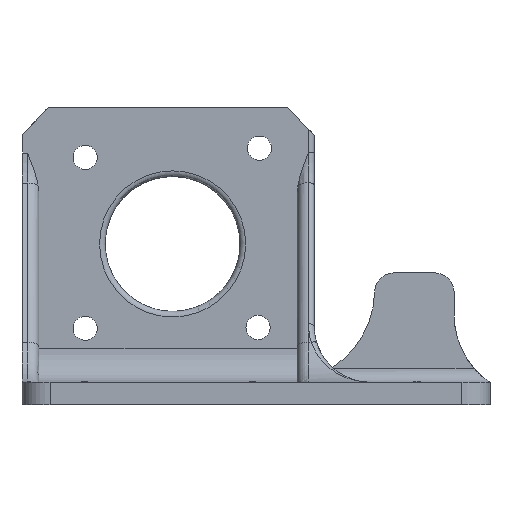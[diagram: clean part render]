
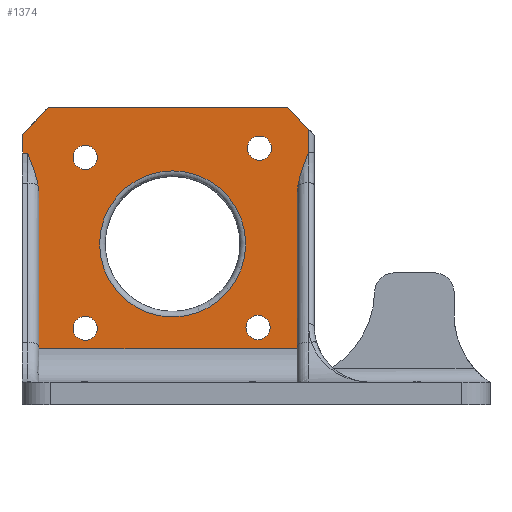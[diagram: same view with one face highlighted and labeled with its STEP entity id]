
A CAD part, left-side view. The second image highlights one B-rep face of the part: STEP entity #1374.
In plain terms, the highlighted planar face has unit normal (-1, 0, 0).
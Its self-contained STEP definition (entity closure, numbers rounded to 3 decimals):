
#31=FACE_BOUND('',#147,.T.);
#32=FACE_BOUND('',#148,.T.);
#33=FACE_BOUND('',#149,.T.);
#34=FACE_BOUND('',#150,.T.);
#35=FACE_BOUND('',#151,.T.);
#44=PLANE('',#1463);
#75=FACE_OUTER_BOUND('',#146,.T.);
#146=EDGE_LOOP('',(#921,#922,#923,#924,#925,#926,#927,#928,#929,#930,#931,
#932,#933));
#147=EDGE_LOOP('',(#934));
#148=EDGE_LOOP('',(#935));
#149=EDGE_LOOP('',(#936));
#150=EDGE_LOOP('',(#937));
#151=EDGE_LOOP('',(#938));
#230=ELLIPSE('',#1464,4.674,2.);
#231=ELLIPSE('',#1465,4.68,2.);
#236=B_SPLINE_CURVE_WITH_KNOTS('',3,(#2054,#2055,#2056,#2057),
 .UNSPECIFIED.,.F.,.F.,(4,4),(0.,0.585),.UNSPECIFIED.);
#237=B_SPLINE_CURVE_WITH_KNOTS('',3,(#2069,#2070,#2071,#2072),
 .UNSPECIFIED.,.F.,.F.,(4,4),(1.69,2.274),
 .UNSPECIFIED.);
#254=LINE('',#2048,#372);
#255=LINE('',#2052,#373);
#256=LINE('',#2061,#374);
#257=LINE('',#2063,#375);
#258=LINE('',#2065,#376);
#259=LINE('',#2074,#377);
#260=LINE('',#2076,#378);
#261=LINE('',#2078,#379);
#262=LINE('',#2079,#380);
#372=VECTOR('',#1620,10.);
#373=VECTOR('',#1625,10.);
#374=VECTOR('',#1628,10.);
#375=VECTOR('',#1629,10.);
#376=VECTOR('',#1630,10.);
#377=VECTOR('',#1633,10.);
#378=VECTOR('',#1634,10.);
#379=VECTOR('',#1635,10.);
#380=VECTOR('',#1636,10.);
#490=CIRCLE('',#1466,13.);
#491=CIRCLE('',#1467,2.15);
#492=CIRCLE('',#1468,2.15);
#493=CIRCLE('',#1469,2.15);
#494=CIRCLE('',#1470,2.15);
#565=VERTEX_POINT('',#2040);
#566=VERTEX_POINT('',#2047);
#567=VERTEX_POINT('',#2051);
#568=VERTEX_POINT('',#2053);
#569=VERTEX_POINT('',#2058);
#570=VERTEX_POINT('',#2060);
#571=VERTEX_POINT('',#2062);
#572=VERTEX_POINT('',#2064);
#573=VERTEX_POINT('',#2066);
#574=VERTEX_POINT('',#2068);
#575=VERTEX_POINT('',#2073);
#576=VERTEX_POINT('',#2075);
#577=VERTEX_POINT('',#2077);
#578=VERTEX_POINT('',#2080);
#579=VERTEX_POINT('',#2082);
#580=VERTEX_POINT('',#2084);
#581=VERTEX_POINT('',#2086);
#582=VERTEX_POINT('',#2088);
#706=EDGE_CURVE('',#565,#566,#254,.T.);
#708=EDGE_CURVE('',#567,#565,#255,.T.);
#709=EDGE_CURVE('',#568,#567,#236,.F.);
#710=EDGE_CURVE('',#569,#568,#230,.F.);
#711=EDGE_CURVE('',#569,#570,#256,.T.);
#712=EDGE_CURVE('',#571,#570,#257,.T.);
#713=EDGE_CURVE('',#571,#572,#258,.T.);
#714=EDGE_CURVE('',#573,#572,#231,.F.);
#715=EDGE_CURVE('',#574,#573,#237,.F.);
#716=EDGE_CURVE('',#575,#574,#259,.T.);
#717=EDGE_CURVE('',#575,#576,#260,.T.);
#718=EDGE_CURVE('',#577,#576,#261,.T.);
#719=EDGE_CURVE('',#566,#577,#262,.T.);
#720=EDGE_CURVE('',#578,#578,#490,.T.);
#721=EDGE_CURVE('',#579,#579,#491,.F.);
#722=EDGE_CURVE('',#580,#580,#492,.F.);
#723=EDGE_CURVE('',#581,#581,#493,.F.);
#724=EDGE_CURVE('',#582,#582,#494,.F.);
#921=ORIENTED_EDGE('',*,*,#706,.F.);
#922=ORIENTED_EDGE('',*,*,#708,.F.);
#923=ORIENTED_EDGE('',*,*,#709,.F.);
#924=ORIENTED_EDGE('',*,*,#710,.F.);
#925=ORIENTED_EDGE('',*,*,#711,.T.);
#926=ORIENTED_EDGE('',*,*,#712,.F.);
#927=ORIENTED_EDGE('',*,*,#713,.T.);
#928=ORIENTED_EDGE('',*,*,#714,.F.);
#929=ORIENTED_EDGE('',*,*,#715,.F.);
#930=ORIENTED_EDGE('',*,*,#716,.F.);
#931=ORIENTED_EDGE('',*,*,#717,.T.);
#932=ORIENTED_EDGE('',*,*,#718,.F.);
#933=ORIENTED_EDGE('',*,*,#719,.F.);
#934=ORIENTED_EDGE('',*,*,#720,.F.);
#935=ORIENTED_EDGE('',*,*,#721,.T.);
#936=ORIENTED_EDGE('',*,*,#722,.T.);
#937=ORIENTED_EDGE('',*,*,#723,.T.);
#938=ORIENTED_EDGE('',*,*,#724,.T.);
#1374=ADVANCED_FACE('',(#75,#31,#32,#33,#34,#35),#44,.T.);
#1463=AXIS2_PLACEMENT_3D('',#2050,#1623,#1624);
#1464=AXIS2_PLACEMENT_3D('',#2059,#1626,#1627);
#1465=AXIS2_PLACEMENT_3D('',#2067,#1631,#1632);
#1466=AXIS2_PLACEMENT_3D('',#2081,#1637,#1638);
#1467=AXIS2_PLACEMENT_3D('',#2083,#1639,#1640);
#1468=AXIS2_PLACEMENT_3D('',#2085,#1641,#1642);
#1469=AXIS2_PLACEMENT_3D('',#2087,#1643,#1644);
#1470=AXIS2_PLACEMENT_3D('',#2089,#1645,#1646);
#1620=DIRECTION('',(0.,1.,0.));
#1623=DIRECTION('center_axis',(-1.,0.,0.));
#1624=DIRECTION('ref_axis',(0.,0.,
1.));
#1625=DIRECTION('',(0.,0.,-1.));
#1626=DIRECTION('center_axis',(1.,0.,0.));
#1627=DIRECTION('ref_axis',(0.,1.,0.));
#1628=DIRECTION('',(0.,-1.,0.));
#1629=DIRECTION('',(0.,0.,-1.));
#1630=DIRECTION('',(0.,1.,0.));
#1631=DIRECTION('center_axis',(1.,0.,0.));
#1632=DIRECTION('ref_axis',(0.,1.,0.));
#1633=DIRECTION('',(0.,-1.,0.));
#1634=DIRECTION('',(0.,0.728,-0.686));
#1635=DIRECTION('',(0.,0.,1.));
#1636=DIRECTION('',(0.,0.728,0.686));
#1637=DIRECTION('center_axis',(-1.,0.,0.));
#1638=DIRECTION('ref_axis',(0.,-0.676,0.737));
#1639=DIRECTION('center_axis',(-1.,0.,0.));
#1640=DIRECTION('ref_axis',(0.,0.,
1.));
#1641=DIRECTION('center_axis',(-1.,0.,0.));
#1642=DIRECTION('ref_axis',(0.,0.,
1.));
#1643=DIRECTION('center_axis',(-1.,0.,0.));
#1644=DIRECTION('ref_axis',(0.,0.,
1.));
#1645=DIRECTION('center_axis',(-1.,0.,0.));
#1646=DIRECTION('ref_axis',(0.,0.,
1.));
#2040=CARTESIAN_POINT('',(16.142,39.831,-104.757));
#2047=CARTESIAN_POINT('',(16.142,43.106,-104.757));
#2048=CARTESIAN_POINT('',(16.142,-5.,-104.757));
#2050=CARTESIAN_POINT('Origin',(16.142,21.5,-78.858));
#2051=CARTESIAN_POINT('',(16.142,39.831,-103.858));
#2052=CARTESIAN_POINT('',(16.142,39.831,-90.358));
#2053=CARTESIAN_POINT('',(16.142,33.913,-101.973));
#2054=CARTESIAN_POINT('Ctrl Pts',(16.142,39.831,-103.858));
#2055=CARTESIAN_POINT('Ctrl Pts',(16.142,38.02,-103.134));
#2056=CARTESIAN_POINT('Ctrl Pts',(16.142,35.924,-102.279));
#2057=CARTESIAN_POINT('Ctrl Pts',(16.142,33.913,-101.973));
#2058=CARTESIAN_POINT('',(16.142,32.347,-101.858));
#2059=CARTESIAN_POINT('Origin',(16.142,32.347,-103.858));
#2060=CARTESIAN_POINT('',(16.142,5.,-101.858));
#2061=CARTESIAN_POINT('',(16.142,10.25,-101.858));
#2062=CARTESIAN_POINT('',(16.142,5.,-55.858));
#2063=CARTESIAN_POINT('',(16.142,5.,-65.858));
#2064=CARTESIAN_POINT('',(16.142,32.404,-55.858));
#2065=CARTESIAN_POINT('',(16.142,10.25,-55.858));
#2066=CARTESIAN_POINT('',(16.142,33.982,-55.741));
#2067=CARTESIAN_POINT('Origin',(16.142,32.404,-53.858));
#2068=CARTESIAN_POINT('',(16.142,39.89,-53.858));
#2069=CARTESIAN_POINT('Ctrl Pts',(16.142,33.982,-55.741));
#2070=CARTESIAN_POINT('Ctrl Pts',(16.142,35.99,-55.433));
#2071=CARTESIAN_POINT('Ctrl Pts',(16.142,38.082,-54.581));
#2072=CARTESIAN_POINT('Ctrl Pts',(16.142,39.89,-53.858));
#2073=CARTESIAN_POINT('',(16.142,44.06,-53.858));
#2074=CARTESIAN_POINT('',(16.142,32.25,-53.858));
#2075=CARTESIAN_POINT('',(16.142,48.,-57.57));
#2076=CARTESIAN_POINT('',(16.142,42.999,-52.858));
#2077=CARTESIAN_POINT('',(16.142,48.,-100.145));
#2078=CARTESIAN_POINT('',(16.142,48.,-104.858));
#2079=CARTESIAN_POINT('',(16.142,42.999,-104.858));
#2080=CARTESIAN_POINT('',(16.142,23.648,-65.048));
#2081=CARTESIAN_POINT('Origin',(16.142,23.648,-78.048));
#2082=CARTESIAN_POINT('',(16.142,40.695,-64.746));
#2083=CARTESIAN_POINT('Origin',(16.142,40.695,-62.596));
#2084=CARTESIAN_POINT('',(16.142,8.769,-64.996));
#2085=CARTESIAN_POINT('Origin',(16.142,8.769,-62.846));
#2086=CARTESIAN_POINT('',(16.142,8.619,-95.769));
#2087=CARTESIAN_POINT('Origin',(16.142,8.619,-93.619));
#2088=CARTESIAN_POINT('',(16.142,39.045,-95.769));
#2089=CARTESIAN_POINT('Origin',(16.142,39.045,-93.619));
